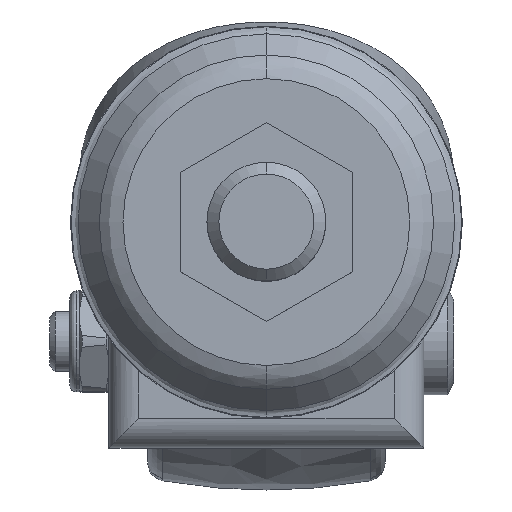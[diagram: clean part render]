
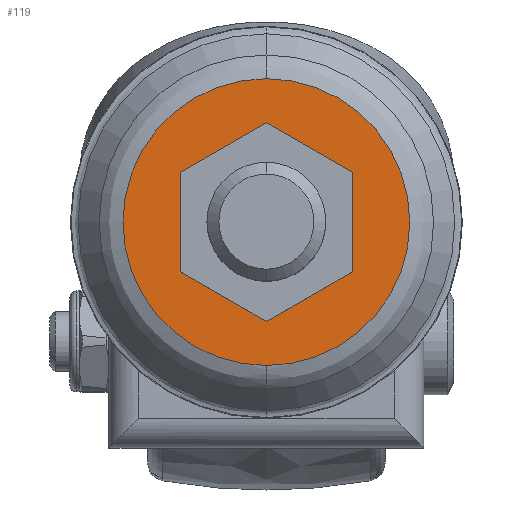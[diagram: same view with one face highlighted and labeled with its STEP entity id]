
A CAD part, top view. The second image highlights one B-rep face of the part: STEP entity #119.
In plain terms, the highlighted face is planar.
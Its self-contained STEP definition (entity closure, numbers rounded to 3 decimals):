
#119=ADVANCED_FACE('',(#350,#351),#349,.T.);
#349=PLANE('',#2009);
#350=FACE_OUTER_BOUND('',#2010,.T.);
#351=FACE_BOUND('',#2011,.T.);
#2006=CARTESIAN_POINT('',(-50.174,0.,-55.522));
#2007=DIRECTION('',(0.,1.,0.));
#2008=DIRECTION('',(0.,0.,1.));
#2009=AXIS2_PLACEMENT_3D('',#2006,#2007,#2008);
#2010=EDGE_LOOP('',(#3684,#3685));
#2011=EDGE_LOOP('',(#3686,#3687,#3688,#3689,#3690,#3691));
#3684=ORIENTED_EDGE('',*,*,#4423,.T.);
#3685=ORIENTED_EDGE('',*,*,#4424,.T.);
#3686=ORIENTED_EDGE('',*,*,#4425,.F.);
#3687=ORIENTED_EDGE('',*,*,#4426,.F.);
#3688=ORIENTED_EDGE('',*,*,#4427,.F.);
#3689=ORIENTED_EDGE('',*,*,#4417,.F.);
#3690=ORIENTED_EDGE('',*,*,#4413,.F.);
#3691=ORIENTED_EDGE('',*,*,#4420,.F.);
#4413=EDGE_CURVE('',#4885,#4886,#4887,.T.);
#4417=EDGE_CURVE('',#4886,#4913,#4914,.T.);
#4420=EDGE_CURVE('',#4933,#4885,#4934,.T.);
#4423=EDGE_CURVE('',#4953,#4954,#4955,.T.);
#4424=EDGE_CURVE('',#4954,#4953,#4961,.T.);
#4425=EDGE_CURVE('',#4967,#4933,#4968,.T.);
#4426=EDGE_CURVE('',#4974,#4967,#4975,.T.);
#4427=EDGE_CURVE('',#4913,#4974,#4981,.T.);
#4885=VERTEX_POINT('',#7319);
#4886=VERTEX_POINT('',#7320);
#4887=LINE('',#7321,#7322);
#4913=VERTEX_POINT('',#7335);
#4914=LINE('',#7336,#7337);
#4933=VERTEX_POINT('',#7346);
#4934=LINE('',#7347,#7348);
#4953=VERTEX_POINT('',#7357);
#4954=VERTEX_POINT('',#7358);
#4955=CIRCLE('',#7362,24.14);
#4961=CIRCLE('',#7366,24.14);
#4967=VERTEX_POINT('',#7367);
#4968=LINE('',#7368,#7369);
#4974=VERTEX_POINT('',#7371);
#4975=LINE('',#7372,#7373);
#4981=LINE('',#7375,#7376);
#7319=CARTESIAN_POINT('',(14.5,0.,-8.372));
#7320=CARTESIAN_POINT('',(0.,0.,-16.743));
#7321=CARTESIAN_POINT('',(14.5,0.,-8.372));
#7322=VECTOR('',#7323,16.743);
#7323=DIRECTION('',(-0.866,0.,-0.5));
#7335=CARTESIAN_POINT('',(-14.5,0.,-8.372));
#7336=CARTESIAN_POINT('',(0.,0.,-16.743));
#7337=VECTOR('',#7338,16.743);
#7338=DIRECTION('',(-0.866,0.,0.5));
#7346=CARTESIAN_POINT('',(14.5,0.,8.372));
#7347=CARTESIAN_POINT('',(14.5,0.,8.372));
#7348=VECTOR('',#7349,16.743);
#7349=DIRECTION('',(0.,0.,-1.));
#7357=CARTESIAN_POINT('',(0.,0.,24.14));
#7358=CARTESIAN_POINT('',(0.,0.,-24.14));
#7359=CARTESIAN_POINT('',(0.,0.,0.));
#7360=DIRECTION('',(0.,1.,0.));
#7361=DIRECTION('',(0.,0.,1.));
#7362=AXIS2_PLACEMENT_3D('',#7359,#7360,#7361);
#7363=CARTESIAN_POINT('',(0.,0.,0.));
#7364=DIRECTION('',(0.,1.,0.));
#7365=DIRECTION('',(0.,0.,1.));
#7366=AXIS2_PLACEMENT_3D('',#7363,#7364,#7365);
#7367=CARTESIAN_POINT('',(0.,0.,16.743));
#7368=CARTESIAN_POINT('',(0.,0.,16.743));
#7369=VECTOR('',#7370,16.743);
#7370=DIRECTION('',(0.866,0.,-0.5));
#7371=CARTESIAN_POINT('',(-14.5,0.,8.372));
#7372=CARTESIAN_POINT('',(-14.5,0.,8.372));
#7373=VECTOR('',#7374,16.743);
#7374=DIRECTION('',(0.866,0.,0.5));
#7375=CARTESIAN_POINT('',(-14.5,0.,-8.372));
#7376=VECTOR('',#7377,16.743);
#7377=DIRECTION('',(0.,0.,1.));
